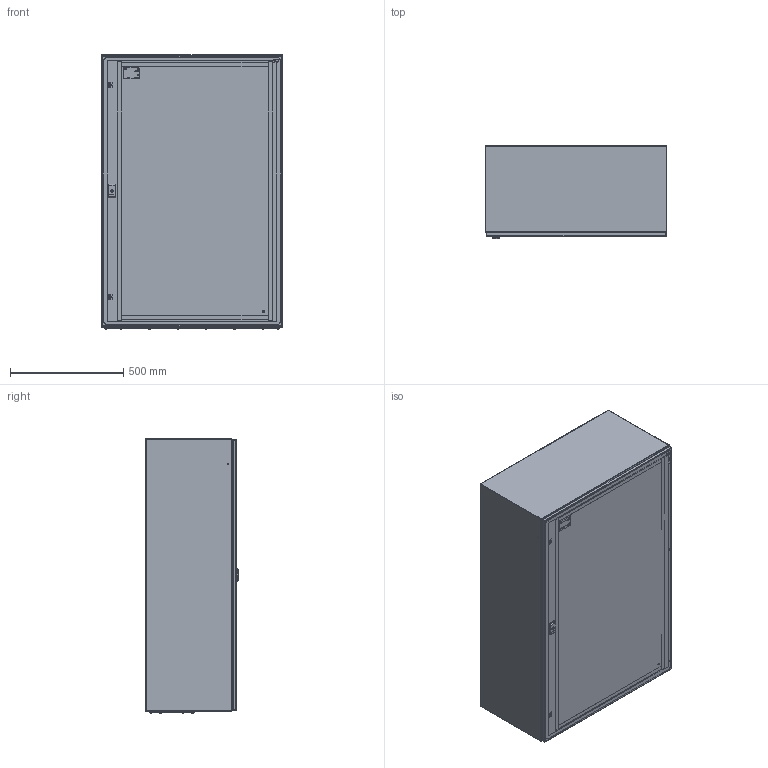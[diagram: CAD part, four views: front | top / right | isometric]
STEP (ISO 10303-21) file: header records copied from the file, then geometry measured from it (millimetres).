
FILE_DESCRIPTION((''),'2;1');
FILE_NAME('GT_120_80_40_ASM','2021-11-04T',('marketing.praksa'),('Audax d.o.o.'),'CREO PARAMETRIC BY PTC INC, 2017480','CREO PARAMETRIC BY PTC INC, 2017480','');
FILE_SCHEMA(('AUTOMOTIVE_DESIGN { 1 0 10303 214 1 1 1 1 }'));
Products named in the file (71): SCREWS_120_80_25_1_1_1_1_1; SCREWS_120_80_25_1_2_1_1_1; SCREWS_120_80_25_1_3_1_1_1; SCREWS_120_80_25_1_4_1_1_1; SCREWS_120_80_25_1_5_1_1_1; SCREWS_120_80_25_1_6_1_1_1; SCREWS_120_80_25_1_7_1_1_1; SCREWS_120_80_25_1_8_1_1_1; SCREWS_120_80_25_1_9_1_1_1; SCREWS_120_80_25_1_10_1_1_1; SCREWS_120_80_25_1_11_1_1_1; SCREWS_120_80_25_1_12_1_1_1; SCREWS_120_80_25_1_13_1_1_1; SCREWS_120_80_25_1_14_1_1_1; SCREWS_120_80_25_1_15_1_1_1; SCREWS_120_80_25_1_16_1_1_1; PRZEPUST_1_2_3_4_5_6_7_8_9_1_29; KOR_GT_120-80-40_1; ZAWIAS_1_1_1_2; TULEJA_1_1_1_2; PLYTA_1_1_1_2; NAKRETKA_M8_1_1_1_2; ZASLEPKA_10_7_1_1_1_2; DRZWI_1_2_1_1; DRZWI_1_2_2_1; ZAWIAS_3_ST47_002_ELEMENT-551_4; ZAWIAS_3_ST47_002_ELEMENT-551_5; DRZWI_1_2_3_1; DRZWI_1_2_4_1; DRZWI_1_2_5_1; DRZWI_1_2_6_1; ZAWIAS_3_ST47_002_ELEMENT-551_6; DRZWI_1_2_7_1; DRZWI_1_2_8_1; DRZWI_1_2_9_1; DRZWI_1_2_11_1; ANSI_B27_7M_3CMI-4-55192_1_2_1; ANSI_B27_7M_3CMI-4-55193_1_2_1; ANSI_B27_7M_3CMI-4-55194_1_2_1; DRZWI_1_2_13_1 ...
Assembly tree (81 placements, depth 2):
  GT_120_80_40_ASM
    SCREWS_120_80_25_1_1_1_1_1
    SCREWS_120_80_25_1_2_1_1_1
    SCREWS_120_80_25_1_3_1_1_1
    SCREWS_120_80_25_1_4_1_1_1
    SCREWS_120_80_25_1_5_1_1_1
    SCREWS_120_80_25_1_6_1_1_1
    SCREWS_120_80_25_1_7_1_1_1
    SCREWS_120_80_25_1_8_1_1_1
    SCREWS_120_80_25_1_9_1_1_1
    SCREWS_120_80_25_1_10_1_1_1
    SCREWS_120_80_25_1_11_1_1_1
    SCREWS_120_80_25_1_12_1_1_1
    SCREWS_120_80_25_1_13_1_1_1
    SCREWS_120_80_25_1_14_1_1_1
    SCREWS_120_80_25_1_15_1_1_1
    SCREWS_120_80_25_1_16_1_1_1
    PRZEPUST_1_2_3_4_5_6_7_8_9_1_29
    KOR_GT_120-80-40_1
    ZAWIAS_1_1_1_2  x3
    TULEJA_1_1_1_2  x4
    PLYTA_1_1_1_2
    NAKRETKA_M8_1_1_1_2  x4
    ZASLEPKA_10_7_1_1_1_2  x4
    DRZWI_1_2_1_1
    DRZWI_1_2_2_1
    ZAWIAS_3_ST47_002_ELEMENT-551_4
    ZAWIAS_3_ST47_002_ELEMENT-551_5
    DRZWI_1_2_3_1
    DRZWI_1_2_4_1
    DRZWI_1_2_5_1
    DRZWI_1_2_6_1
    ZAWIAS_3_ST47_002_ELEMENT-551_6
    DRZWI_1_2_7_1
    DRZWI_1_2_8_1
    DRZWI_1_2_9_1
    DRZWI_1_2_11_1
    ANSI_B27_7M_3CMI-4-55192_1_2_1
    ANSI_B27_7M_3CMI-4-55193_1_2_1
    ANSI_B27_7M_3CMI-4-55194_1_2_1
    DRZWI_1_2_13_1
    DRZWI_1_2_14_1
    DRZWI_1_2_15_1
    DRZWI_1_2_16_1
    DRZWI_1_2_17_1
    DRZWI_1_2_18_1
    DRZWI_1_2_19_1
    DRZWI_1_2_20_1
    DRZWI_1_2_21_1
    DRZWI_1_2_22_1
    DRZWI_1_2_23_1
    DRZWI_1_2_24_1
    DRZWI_1_2_25_1
    DRZWI_1_2_26_1
    DRZWI_1_2_27_1
    DRZWI_1_2_28_1
    DRZWI_1_2_29_1
    DRZWI_1_2_30_1
    DRZWI_1_2_31_1
    DRZWI_1_2_32_1
Bounding box: 800 x 410.77 x 1208.44 mm (x, y, z)
Volume: 7387944.3 mm3; surface area: 9746219.6 mm2
Topology: 80 solids, 81 shells, 3734 faces, 10470 edges, 7049 vertices
Faces by surface type: plane 1662, cylinder 1500, torus 174, cone 142, extrusion 136, sphere 68, bspline 52
Entity records: 139435 total; most frequent: CARTESIAN_POINT 24966, DIRECTION 18242, ORIENTED_EDGE 17176, PRESENTATION_STYLE_ASSIGNMENT 8662, STYLED_ITEM 8662, CURVE_STYLE 8588, EDGE_CURVE 8588, AXIS2_PLACEMENT_3D 6895
